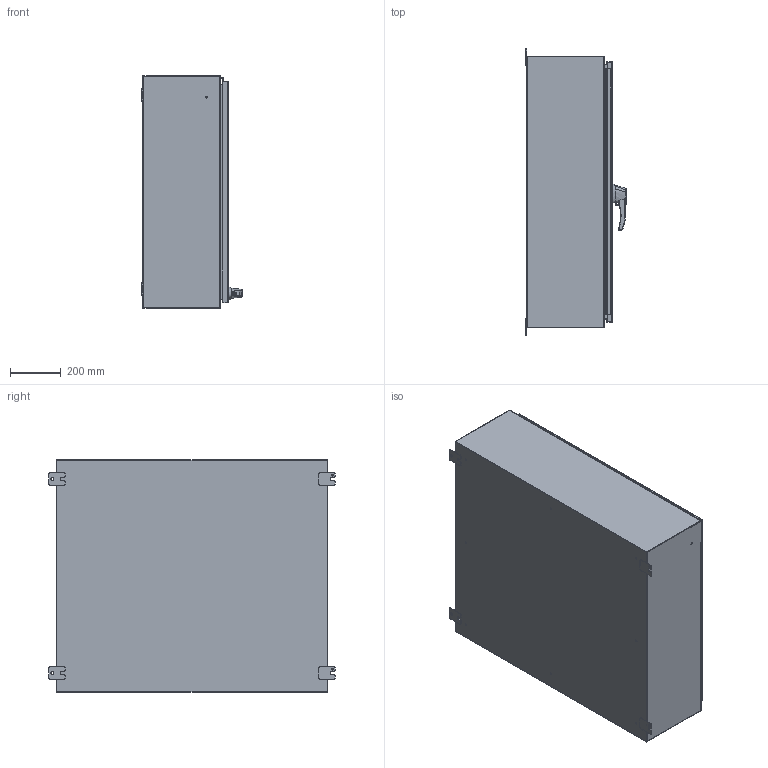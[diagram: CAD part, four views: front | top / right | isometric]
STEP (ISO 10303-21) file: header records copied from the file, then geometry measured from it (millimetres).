
FILE_DESCRIPTION (( 'STEP AP214' ), '1' );
FILE_NAME ('HW423612S16HK.STEP', '2019-08-07T20:23:51', ( '' ), ( '' ), 'SwSTEP 2.0', 'SolidWorks 2018', '' );
FILE_SCHEMA (( 'AUTOMOTIVE_DESIGN' ));
Length unit declared in the file: inch
Products named in the file (1): HW423612S16HK
Bounding box: 393.01 x 1123.95 x 914.4 mm (x, y, z)
Volume: 7474381 mm3; surface area: 7286983.6 mm2
Topology: 47 solids, 48 shells, 1529 faces, 3890 edges, 2500 vertices
Faces by surface type: plane 715, cylinder 678, bspline 91, cone 41, torus 4
Entity records: 103005 total; most frequent: CARTESIAN_POINT 45921, ORIENTED_EDGE 7764, DIRECTION 7571, EDGE_CURVE 3882, AXIS2_PLACEMENT_3D 2691, VERTEX_POINT 2500, VECTOR 2189, LINE 2189
